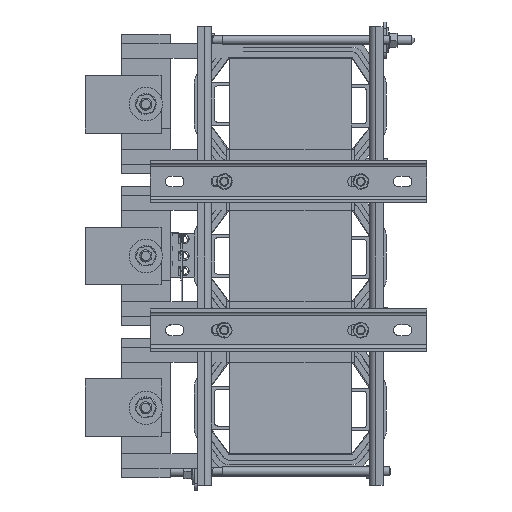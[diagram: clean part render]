
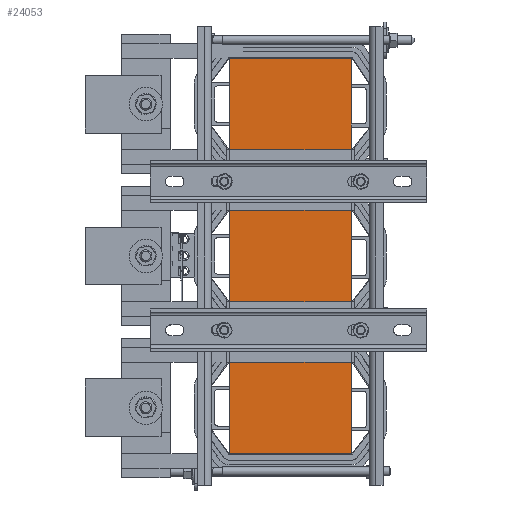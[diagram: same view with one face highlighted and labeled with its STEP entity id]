
A CAD part, left-side view. The second image highlights one B-rep face of the part: STEP entity #24053.
In plain terms, the highlighted planar face has unit normal (-1, 0, 0).
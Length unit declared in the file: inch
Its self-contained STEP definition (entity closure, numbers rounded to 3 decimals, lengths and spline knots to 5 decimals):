
#2585=FACE_OUTER_BOUND('',#3936,.T.);
#3936=EDGE_LOOP('',(#17031,#17032,#17033,#17034));
#5666=LINE('',#35270,#8037);
#5668=LINE('',#35275,#8039);
#5669=LINE('',#35276,#8040);
#5670=LINE('',#35277,#8041);
#8037=VECTOR('',#29031,0.3937);
#8039=VECTOR('',#29035,0.3937);
#8040=VECTOR('',#29036,0.3937);
#8041=VECTOR('',#29037,0.3937);
#10344=VERTEX_POINT('',#35267);
#10345=VERTEX_POINT('',#35269);
#10346=VERTEX_POINT('',#35273);
#10347=VERTEX_POINT('',#35274);
#12876=EDGE_CURVE('',#10345,#10344,#5666,.T.);
#12878=EDGE_CURVE('',#10346,#10347,#5668,.T.);
#12879=EDGE_CURVE('',#10347,#10345,#5669,.T.);
#12880=EDGE_CURVE('',#10346,#10344,#5670,.T.);
#17031=ORIENTED_EDGE('',*,*,#12878,.T.);
#17032=ORIENTED_EDGE('',*,*,#12879,.T.);
#17033=ORIENTED_EDGE('',*,*,#12876,.T.);
#17034=ORIENTED_EDGE('',*,*,#12880,.F.);
#23078=PLANE('',#26306);
#24053=ADVANCED_FACE('',(#2585),#23078,.T.);
#26306=AXIS2_PLACEMENT_3D('',#35272,#29033,#29034);
#29031=DIRECTION('',(0.,-1.,0.));
#29033=DIRECTION('center_axis',(-1.,0.,0.));
#29034=DIRECTION('ref_axis',(0.,0.,1.));
#29035=DIRECTION('',(0.,1.,0.));
#29036=DIRECTION('',(0.,0.,-1.));
#29037=DIRECTION('',(0.,0.,-1.));
#35267=CARTESIAN_POINT('',(-1.21835,-4.15155,-8.125));
#35269=CARTESIAN_POINT('',(-1.21835,0.84845,-8.125));
#35270=CARTESIAN_POINT('',(-1.21835,-4.15155,-8.125));
#35272=CARTESIAN_POINT('Origin',(-1.21835,-4.15155,0.));
#35273=CARTESIAN_POINT('',(-1.21835,-4.15155,8.125));
#35274=CARTESIAN_POINT('',(-1.21835,0.84845,8.125));
#35275=CARTESIAN_POINT('',(-1.21835,-4.15155,8.125));
#35276=CARTESIAN_POINT('',(-1.21835,0.84845,0.));
#35277=CARTESIAN_POINT('',(-1.21835,-4.15155,0.));
